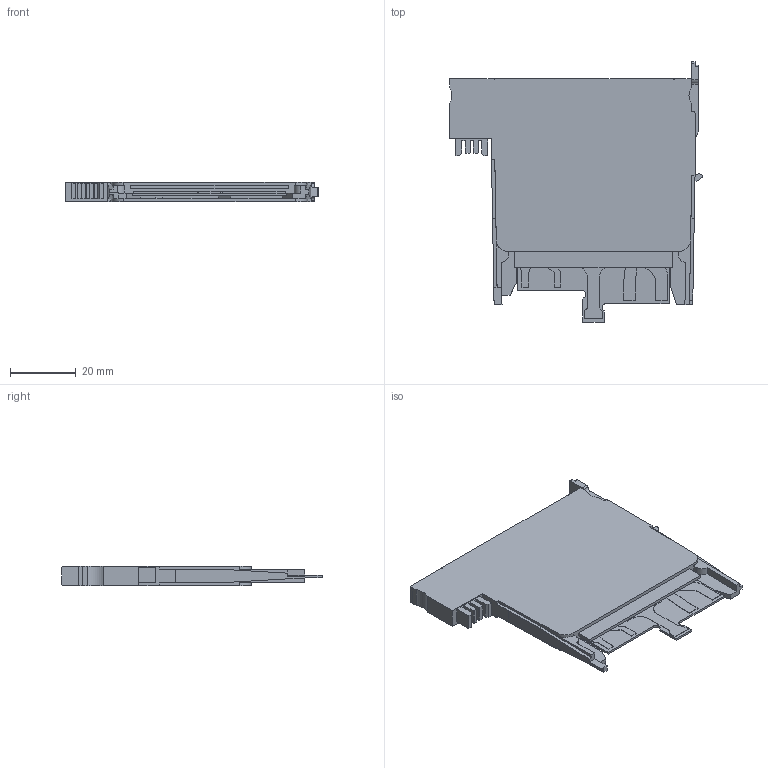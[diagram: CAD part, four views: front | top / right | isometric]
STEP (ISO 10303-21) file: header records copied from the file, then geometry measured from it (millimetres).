
FILE_DESCRIPTION((''),'2;1');
FILE_NAME('DM_CAD-2550','2017-03-07T',('creinig-se'),(''),'PRO/ENGINEER BY PARAMETRIC TECHNOLOGY CORPORATION, 2015440','PRO/ENGINEER BY PARAMETRIC TECHNOLOGY CORPORATION, 2015440','');
FILE_SCHEMA(('CONFIG_CONTROL_DESIGN'));
Length unit declared in the file: millimetre
Products named in the file (1): DM_CAD-2550
Bounding box: 76.92 x 79.15 x 6 mm (x, y, z)
Volume: 22027 mm3; surface area: 11813.5 mm2
Topology: 1 solids, 1 shells, 260 faces, 775 edges, 520 vertices
Faces by surface type: plane 209, cylinder 50, extrusion 1
Entity records: 11169 total; most frequent: CARTESIAN_POINT 1725, ORIENTED_EDGE 1550, DIRECTION 1348, PRESENTATION_STYLE_ASSIGNMENT 778, STYLED_ITEM 778, CURVE_STYLE 776, EDGE_CURVE 775, VECTOR 656
